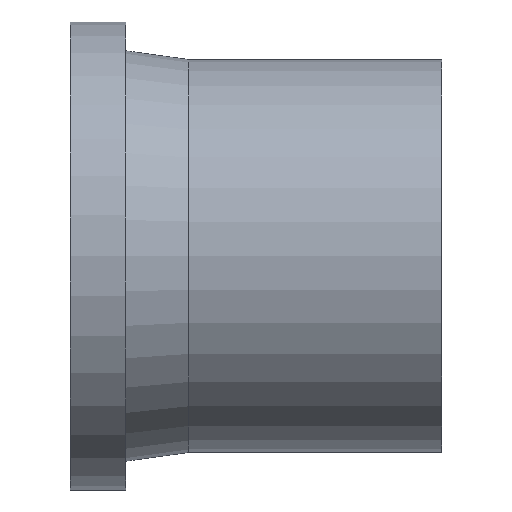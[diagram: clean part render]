
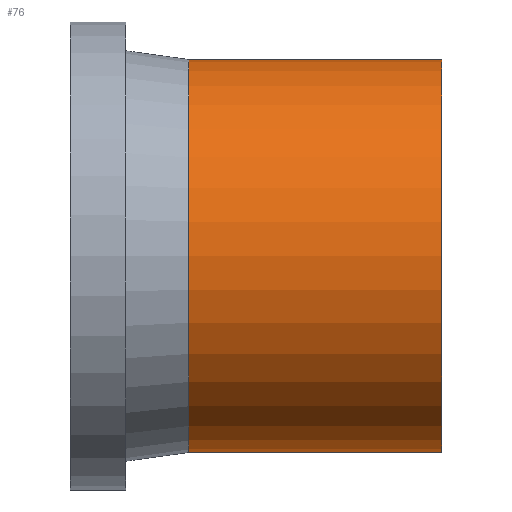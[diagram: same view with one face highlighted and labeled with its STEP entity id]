
A CAD part, top view. The second image highlights one B-rep face of the part: STEP entity #76.
In plain terms, the highlighted cylindrical face has radius 112.5 mm (diameter 225 mm), a partial arc.
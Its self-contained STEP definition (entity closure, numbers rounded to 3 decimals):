
#76 = ADVANCED_FACE( '', ( #189 ), #190, .T. );
#98 = VERTEX_POINT( '', #217 );
#108 = EDGE_CURVE( '', #110, #158, #227, .T. );
#110 = VERTEX_POINT( '', #229 );
#114 = EDGE_CURVE( '', #110, #98, #233, .T. );
#116 = VERTEX_POINT( '', #235 );
#118 = EDGE_CURVE( '', #116, #158, #237, .T. );
#138 = EDGE_CURVE( '', #98, #116, #261, .T. );
#158 = VERTEX_POINT( '', #283 );
#189 = FACE_OUTER_BOUND( '', #305, .T. );
#190 = CYLINDRICAL_SURFACE( '', #306, 112.5 );
#217 = CARTESIAN_POINT( '', ( 0., -112.5, 0. ) );
#227 = CIRCLE( '', #349, 112.5 );
#229 = CARTESIAN_POINT( '', ( -145., -112.5, 0. ) );
#233 = LINE( '', #357, #358 );
#235 = CARTESIAN_POINT( '', ( 0., 112.5, 0. ) );
#237 = LINE( '', #363, #364 );
#261 = CIRCLE( '', #394, 112.5 );
#283 = CARTESIAN_POINT( '', ( -145., 112.5, 0. ) );
#305 = EDGE_LOOP( '', ( #448, #449, #450, #451 ) );
#306 = AXIS2_PLACEMENT_3D( '', #452, #453, #454 );
#349 = AXIS2_PLACEMENT_3D( '', #501, #502, #503 );
#357 = CARTESIAN_POINT( '', ( -72.5, -112.5, 0. ) );
#358 = VECTOR( '', #507, 1. );
#363 = CARTESIAN_POINT( '', ( -72.5, 112.5, 0. ) );
#364 = VECTOR( '', #508, 1. );
#394 = AXIS2_PLACEMENT_3D( '', #535, #536, #537 );
#448 = ORIENTED_EDGE( '', *, *, #118, .T. );
#449 = ORIENTED_EDGE( '', *, *, #108, .F. );
#450 = ORIENTED_EDGE( '', *, *, #114, .T. );
#451 = ORIENTED_EDGE( '', *, *, #138, .T. );
#452 = CARTESIAN_POINT( '', ( -72.5, 0., 0. ) );
#453 = DIRECTION( '', ( 1., 0., 0. ) );
#454 = DIRECTION( '', ( 0., 1., 0. ) );
#501 = CARTESIAN_POINT( '', ( -145., 0., 0. ) );
#502 = DIRECTION( '', ( -1., 0., 0. ) );
#503 = DIRECTION( '', ( 0., 1., 0. ) );
#507 = DIRECTION( '', ( 1., 0., 0. ) );
#508 = DIRECTION( '', ( -1., 0., 0. ) );
#535 = CARTESIAN_POINT( '', ( 0., 0., 0. ) );
#536 = DIRECTION( '', ( -1., 0., 0. ) );
#537 = DIRECTION( '', ( 0., 1., 0. ) );
